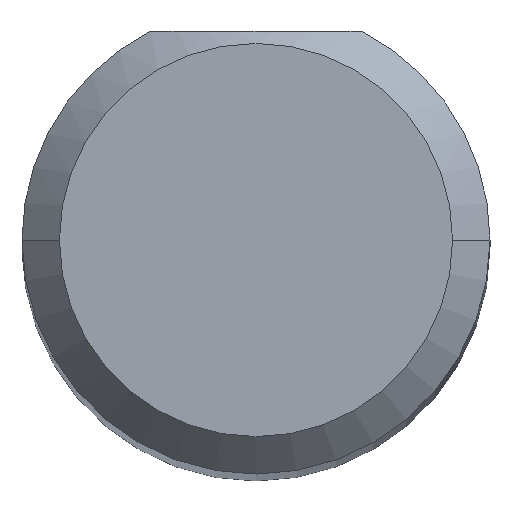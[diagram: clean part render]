
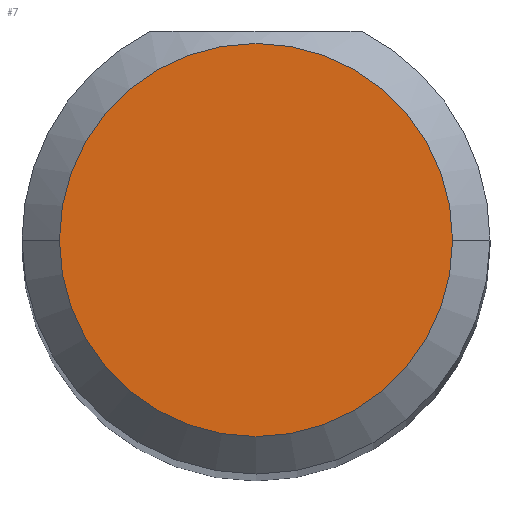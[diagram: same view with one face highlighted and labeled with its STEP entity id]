
A CAD part, top view. The second image highlights one B-rep face of the part: STEP entity #7.
In plain terms, the highlighted planar face has unit normal (0, 0, 1).
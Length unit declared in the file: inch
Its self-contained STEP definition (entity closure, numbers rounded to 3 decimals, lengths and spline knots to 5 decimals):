
#7 = ADVANCED_FACE ( 'NONE', ( #394 ), #437, .T. ) ;
#9 = CARTESIAN_POINT ( 'NONE',  ( 0.375, 0., 2. ) ) ;
#94 = VERTEX_POINT ( 'NONE', #286 ) ;
#96 = DIRECTION ( 'NONE',  ( -1., 0., 0. ) ) ;
#115 = EDGE_CURVE ( 'NONE', #162, #94, #404, .T. ) ;
#124 = ORIENTED_EDGE ( 'NONE', *, *, #115, .F. ) ;
#131 = EDGE_LOOP ( 'NONE', ( #492, #124 ) ) ;
#162 = VERTEX_POINT ( 'NONE', #292 ) ;
#173 = AXIS2_PLACEMENT_3D ( 'NONE', #341, #425, #516 ) ;
#180 = CARTESIAN_POINT ( 'NONE',  ( 0.375, 0., 2. ) ) ;
#220 = DIRECTION ( 'NONE',  ( 0., 0., 1. ) ) ;
#221 = DIRECTION ( 'NONE',  ( 0., 0., -1. ) ) ;
#231 = EDGE_CURVE ( 'NONE', #94, #162, #540, .T. ) ;
#286 = CARTESIAN_POINT ( 'NONE',  ( 0.45375, 0., 2. ) ) ;
#292 = CARTESIAN_POINT ( 'NONE',  ( 0.29625, 0., 2. ) ) ;
#341 = CARTESIAN_POINT ( 'NONE',  ( 0.375, 0., 2. ) ) ;
#394 = FACE_OUTER_BOUND ( 'NONE', #131, .T. ) ;
#395 = AXIS2_PLACEMENT_3D ( 'NONE', #180, #221, #536 ) ;
#404 = CIRCLE ( 'NONE', #173, 0.07875 ) ;
#425 = DIRECTION ( 'NONE',  ( 0., 0., -1. ) ) ;
#437 = PLANE ( 'NONE',  #504 ) ;
#492 = ORIENTED_EDGE ( 'NONE', *, *, #231, .F. ) ;
#504 = AXIS2_PLACEMENT_3D ( 'NONE', #9, #220, #96 ) ;
#516 = DIRECTION ( 'NONE',  ( -1., 0., 0. ) ) ;
#536 = DIRECTION ( 'NONE',  ( -1., 0., 0. ) ) ;
#540 = CIRCLE ( 'NONE', #395, 0.07875 ) ;
